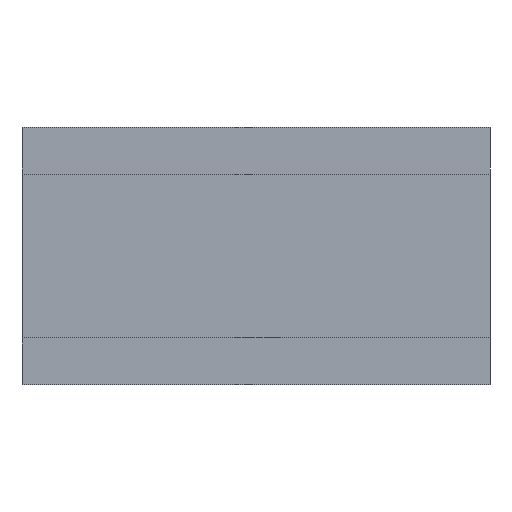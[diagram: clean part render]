
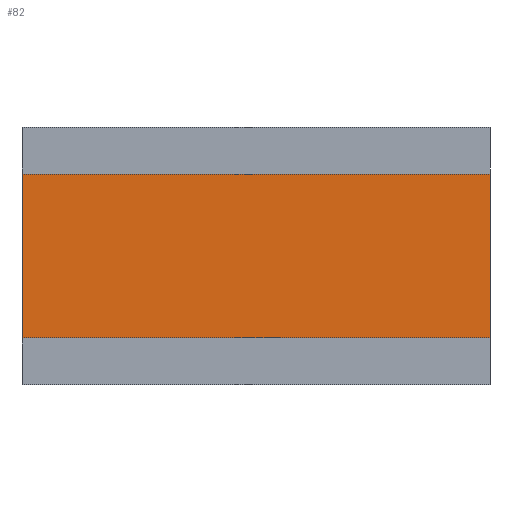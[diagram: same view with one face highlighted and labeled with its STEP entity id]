
A CAD part, front view. The second image highlights one B-rep face of the part: STEP entity #82.
In plain terms, the highlighted planar face has unit normal (0, -1, 0).
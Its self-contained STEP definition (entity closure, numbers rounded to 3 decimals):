
#82=ADVANCED_FACE('',(#122),#586,.T.);
#122=FACE_OUTER_BOUND('',#166,.T.);
#166=EDGE_LOOP('',(#298,#299,#300,#301));
#298=ORIENTED_EDGE('',*,*,#406,.T.);
#299=ORIENTED_EDGE('',*,*,#407,.T.);
#300=ORIENTED_EDGE('',*,*,#408,.F.);
#301=ORIENTED_EDGE('',*,*,#409,.F.);
#406=EDGE_CURVE('',#546,#547,#482,.T.);
#407=EDGE_CURVE('',#547,#548,#483,.T.);
#408=EDGE_CURVE('',#549,#548,#484,.T.);
#409=EDGE_CURVE('',#546,#549,#485,.T.);
#482=B_SPLINE_CURVE_WITH_KNOTS('',1,(#938,#939),.UNSPECIFIED.,.F.,.F.,(2,
2),(-22.,-13.),.UNSPECIFIED.);
#483=B_SPLINE_CURVE_WITH_KNOTS('',1,(#940,#941),.UNSPECIFIED.,.F.,.F.,(2,
2),(0.,20.),.UNSPECIFIED.);
#484=B_SPLINE_CURVE_WITH_KNOTS('',1,(#942,#943),.UNSPECIFIED.,.F.,.F.,(2,
2),(-22.,-13.),.UNSPECIFIED.);
#485=B_SPLINE_CURVE_WITH_KNOTS('',1,(#944,#945),.UNSPECIFIED.,.F.,.F.,(2,
2),(0.,20.),.UNSPECIFIED.);
#546=VERTEX_POINT('',#930);
#547=VERTEX_POINT('',#931);
#548=VERTEX_POINT('',#932);
#549=VERTEX_POINT('',#933);
#586=PLANE('',#654);
#654=AXIS2_PLACEMENT_3D('',#924,#713,$);
#713=DIRECTION('',(0.,-1.,0.));
#924=CARTESIAN_POINT('',(37.,-9.401,-9.));
#930=CARTESIAN_POINT('',(37.,-9.401,-9.));
#931=CARTESIAN_POINT('',(37.,-9.401,0.));
#932=CARTESIAN_POINT('',(17.,-9.401,0.));
#933=CARTESIAN_POINT('',(17.,-9.401,-9.));
#938=CARTESIAN_POINT('',(37.,-9.401,-9.));
#939=CARTESIAN_POINT('',(37.,-9.401,0.));
#940=CARTESIAN_POINT('',(37.,-9.401,0.));
#941=CARTESIAN_POINT('',(17.,-9.401,0.));
#942=CARTESIAN_POINT('',(17.,-9.401,-9.));
#943=CARTESIAN_POINT('',(17.,-9.401,0.));
#944=CARTESIAN_POINT('',(37.,-9.401,-9.));
#945=CARTESIAN_POINT('',(17.,-9.401,-9.));
